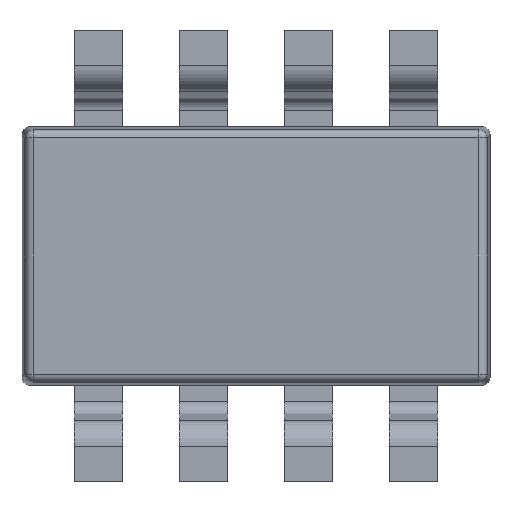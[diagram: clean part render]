
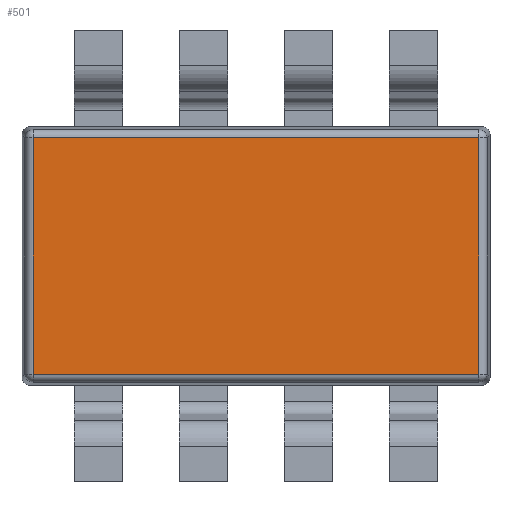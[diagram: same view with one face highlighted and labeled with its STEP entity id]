
A CAD part, front view. The second image highlights one B-rep face of the part: STEP entity #501.
In plain terms, the highlighted planar face has unit normal (0, -1, 0).
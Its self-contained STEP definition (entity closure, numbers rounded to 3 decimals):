
#173 = VECTOR ( 'NONE', #1406, 1000. ) ;
#203 = VECTOR ( 'NONE', #1327, 1000. ) ;
#210 = VECTOR ( 'NONE', #1449, 1000. ) ;
#251 = VECTOR ( 'NONE', #1292, 1000. ) ;
#269 = AXIS2_PLACEMENT_3D ( 'NONE', #1780, #1679, #1680 ) ;
#501 = ADVANCED_FACE ( 'NONE', ( #1681 ), #2147, .T. ) ;
#583 = EDGE_CURVE ( 'NONE', #2050, #2085, #1290, .T. ) ;
#584 = EDGE_CURVE ( 'NONE', #2085, #2084, #1462, .T. ) ;
#585 = EDGE_CURVE ( 'NONE', #2084, #2065, #1450, .T. ) ;
#586 = EDGE_CURVE ( 'NONE', #2065, #2050, #1408, .T. ) ;
#976 = CARTESIAN_POINT ( 'NONE',  ( -1.382, 0.05, -0.732 ) ) ;
#977 = CARTESIAN_POINT ( 'NONE',  ( 1.382, 0.05, -0.732 ) ) ;
#993 = CARTESIAN_POINT ( 'NONE',  ( 1.382, 0.05, 0.732 ) ) ;
#1005 = CARTESIAN_POINT ( 'NONE',  ( -1.382, 0.05, 0.732 ) ) ;
#1290 = LINE ( 'NONE', #1453, #251 ) ;
#1291 = CARTESIAN_POINT ( 'NONE',  ( 1.379, 0.05, -0.732 ) ) ;
#1292 = DIRECTION ( 'NONE',  ( 0., 0., -1. ) ) ;
#1327 = DIRECTION ( 'NONE',  ( -1., 0., 0. ) ) ;
#1406 = DIRECTION ( 'NONE',  ( 1., 0., 0. ) ) ;
#1407 = CARTESIAN_POINT ( 'NONE',  ( 1.382, 0.05, 0.729 ) ) ;
#1408 = LINE ( 'NONE', #1445, #203 ) ;
#1445 = CARTESIAN_POINT ( 'NONE',  ( -1.379, 0.05, 0.732 ) ) ;
#1449 = DIRECTION ( 'NONE',  ( 0., 0., 1. ) ) ;
#1450 = LINE ( 'NONE', #1407, #210 ) ;
#1453 = CARTESIAN_POINT ( 'NONE',  ( -1.382, 0.05, -0.729 ) ) ;
#1462 = LINE ( 'NONE', #1291, #173 ) ;
#1679 = DIRECTION ( 'NONE',  ( 0., -1., 0. ) ) ;
#1680 = DIRECTION ( 'NONE',  ( 0., 0., -1. ) ) ;
#1681 = FACE_OUTER_BOUND ( 'NONE', #2173, .T. ) ;
#1732 = ORIENTED_EDGE ( 'NONE', *, *, #584, .T. ) ;
#1737 = ORIENTED_EDGE ( 'NONE', *, *, #583, .T. ) ;
#1769 = ORIENTED_EDGE ( 'NONE', *, *, #586, .T. ) ;
#1780 = CARTESIAN_POINT ( 'NONE',  ( 1.45, 0.05, -0.8 ) ) ;
#1940 = ORIENTED_EDGE ( 'NONE', *, *, #585, .T. ) ;
#2050 = VERTEX_POINT ( 'NONE', #1005 ) ;
#2065 = VERTEX_POINT ( 'NONE', #993 ) ;
#2084 = VERTEX_POINT ( 'NONE', #977 ) ;
#2085 = VERTEX_POINT ( 'NONE', #976 ) ;
#2147 = PLANE ( 'NONE',  #269 ) ;
#2173 = EDGE_LOOP ( 'NONE', ( #1737, #1732, #1940, #1769 ) ) ;
